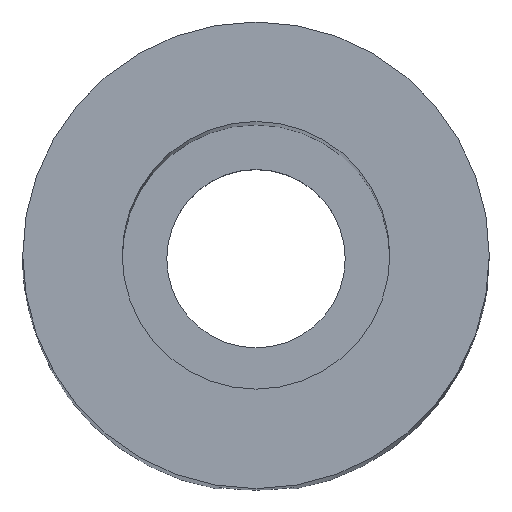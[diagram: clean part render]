
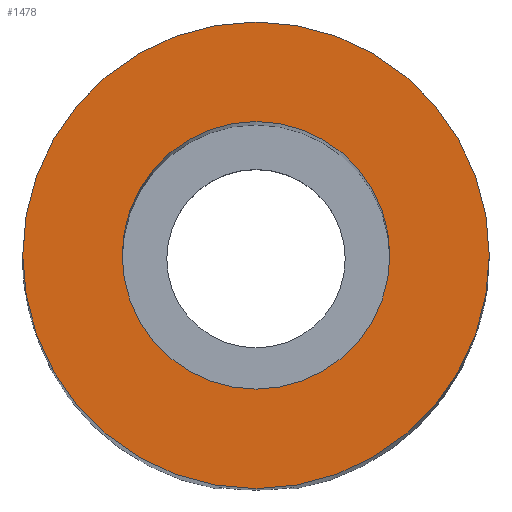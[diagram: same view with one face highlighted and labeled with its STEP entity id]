
A CAD part, top view. The second image highlights one B-rep face of the part: STEP entity #1478.
In plain terms, the highlighted planar face has unit normal (0, 0, 1).
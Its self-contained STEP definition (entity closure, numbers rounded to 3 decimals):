
#20=FACE_BOUND('',#370,.T.);
#260=FACE_OUTER_BOUND('',#369,.T.);
#369=EDGE_LOOP('',(#1331));
#370=EDGE_LOOP('',(#1332));
#454=CIRCLE('',#1614,17.);
#487=CIRCLE('',#1675,9.75);
#681=VERTEX_POINT('',#3609);
#698=VERTEX_POINT('',#3693);
#871=EDGE_CURVE('',#681,#681,#454,.T.);
#910=EDGE_CURVE('',#698,#698,#487,.T.);
#1331=ORIENTED_EDGE('',*,*,#871,.T.);
#1332=ORIENTED_EDGE('',*,*,#910,.T.);
#1378=PLANE('',#1677);
#1478=ADVANCED_FACE('',(#260,#20),#1378,.T.);
#1614=AXIS2_PLACEMENT_3D('',#3610,#1941,#1942);
#1675=AXIS2_PLACEMENT_3D('',#3694,#2069,#2070);
#1677=AXIS2_PLACEMENT_3D('',#3698,#2074,#2075);
#1941=DIRECTION('center_axis',(0.,0.,1.));
#1942=DIRECTION('ref_axis',(1.,0.,0.));
#2069=DIRECTION('center_axis',(0.,0.,-1.));
#2070=DIRECTION('ref_axis',(1.,0.,0.));
#2074=DIRECTION('center_axis',(0.,0.,1.));
#2075=DIRECTION('ref_axis',(1.,0.,0.));
#3609=CARTESIAN_POINT('',(-17.,0.,150.));
#3610=CARTESIAN_POINT('Origin',(0.,0.,150.));
#3693=CARTESIAN_POINT('',(-9.75,0.,150.));
#3694=CARTESIAN_POINT('Origin',(0.,0.,150.));
#3698=CARTESIAN_POINT('Origin',(0.,0.,150.));
